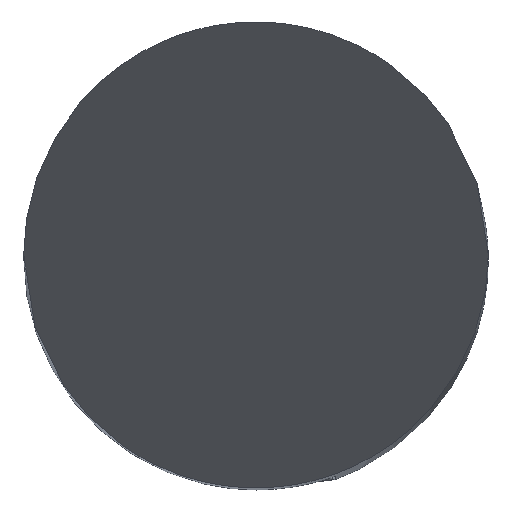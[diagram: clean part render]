
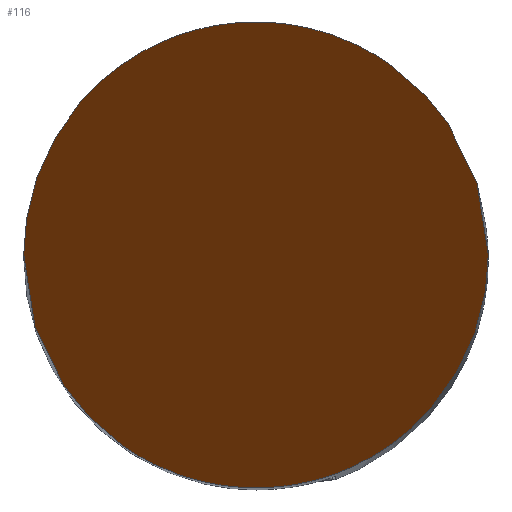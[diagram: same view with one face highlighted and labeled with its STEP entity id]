
A CAD part, top view. The second image highlights one B-rep face of the part: STEP entity #116.
In plain terms, the highlighted planar face has unit normal (0, -0.866, 0.5).
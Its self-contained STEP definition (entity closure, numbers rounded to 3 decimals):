
#116=ADVANCED_FACE('',(#154),#141,.T.);
#141=PLANE('',#490);
#154=FACE_OUTER_BOUND('',#179,.T.);
#179=EDGE_LOOP('',(#204,#205));
#204=ORIENTED_EDGE('',*,*,#363,.T.);
#205=ORIENTED_EDGE('',*,*,#364,.T.);
#324=VERTEX_POINT('',#643);
#325=VERTEX_POINT('',#644);
#363=EDGE_CURVE('',#324,#325,#423,.T.);
#364=EDGE_CURVE('',#325,#324,#424,.T.);
#423=(
BOUNDED_CURVE()
B_SPLINE_CURVE(3,(#639,#640,#641,#642),.UNSPECIFIED.,.F.,.F.)
B_SPLINE_CURVE_WITH_KNOTS((4,4),(0.,1.),.UNSPECIFIED.)
CURVE()
GEOMETRIC_REPRESENTATION_ITEM()
RATIONAL_B_SPLINE_CURVE((1.,0.333,0.333,1.))
REPRESENTATION_ITEM('')
);
#424=(
BOUNDED_CURVE()
B_SPLINE_CURVE(3,(#645,#646,#647,#648),.UNSPECIFIED.,.F.,.F.)
B_SPLINE_CURVE_WITH_KNOTS((4,4),(0.,1.),.UNSPECIFIED.)
CURVE()
GEOMETRIC_REPRESENTATION_ITEM()
RATIONAL_B_SPLINE_CURVE((1.,0.333,0.333,1.))
REPRESENTATION_ITEM('')
);
#490=AXIS2_PLACEMENT_3D('',#649,#528,#529);
#528=DIRECTION('',(0.,-0.866,0.5));
#529=DIRECTION('',(0.,0.5,0.866));
#639=CARTESIAN_POINT('',(-3.,0.,0.));
#640=CARTESIAN_POINT('',(-3.,-6.,-10.392));
#641=CARTESIAN_POINT('',(3.,-6.,-10.392));
#642=CARTESIAN_POINT('',(3.,0.,0.));
#643=CARTESIAN_POINT('',(-3.,0.,0.));
#644=CARTESIAN_POINT('',(3.,0.,0.));
#645=CARTESIAN_POINT('',(3.,0.,0.));
#646=CARTESIAN_POINT('',(3.,6.,10.392));
#647=CARTESIAN_POINT('',(-3.,6.,10.392));
#648=CARTESIAN_POINT('',(-3.,0.,0.));
#649=CARTESIAN_POINT('',(-70.162,3.,5.196));
